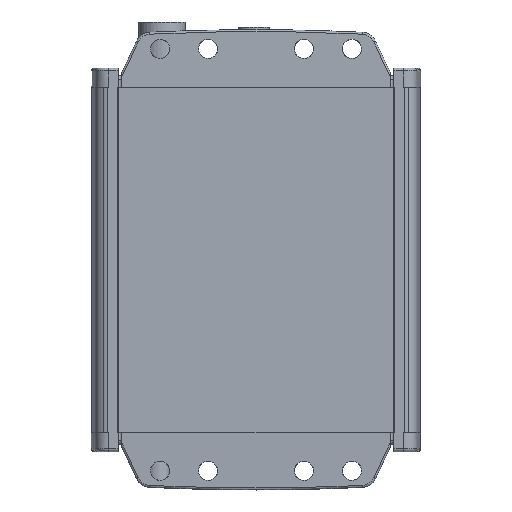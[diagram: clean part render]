
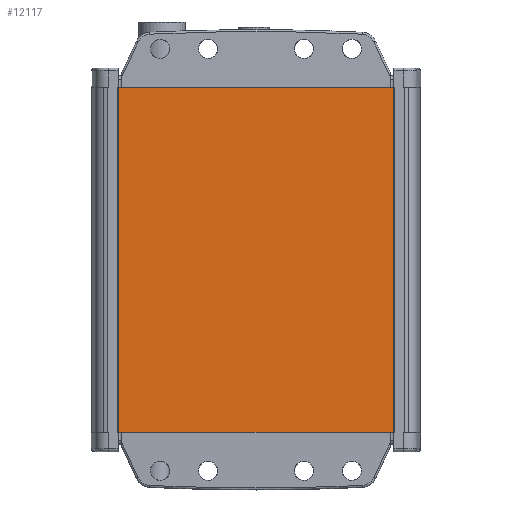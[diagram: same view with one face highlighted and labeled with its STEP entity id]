
A CAD part, front view. The second image highlights one B-rep face of the part: STEP entity #12117.
In plain terms, the highlighted planar face has unit normal (0, -1, 0).
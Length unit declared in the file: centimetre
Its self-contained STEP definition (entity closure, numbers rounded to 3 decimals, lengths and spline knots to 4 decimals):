
#744=PLANE('',#13521);
#1403=FACE_OUTER_BOUND('',#2145,.T.);
#2145=EDGE_LOOP('',(#10799,#10800,#10801,#10802));
#2758=LINE('',#20636,#3590);
#2867=LINE('',#21475,#3699);
#2977=LINE('',#22232,#3809);
#2979=LINE('',#22235,#3811);
#3590=VECTOR('',#15951,7.1819);
#3699=VECTOR('',#16560,7.1819);
#3809=VECTOR('',#17116,9.);
#3811=VECTOR('',#17120,9.);
#5348=VERTEX_POINT('',#20633);
#5349=VERTEX_POINT('',#20635);
#5535=VERTEX_POINT('',#21471);
#5537=VERTEX_POINT('',#21474);
#6868=EDGE_CURVE('',#5348,#5349,#2758,.T.);
#7149=EDGE_CURVE('',#5537,#5535,#2867,.T.);
#7398=EDGE_CURVE('',#5348,#5537,#2977,.T.);
#7400=EDGE_CURVE('',#5349,#5535,#2979,.T.);
#10799=ORIENTED_EDGE('',*,*,#7149,.T.);
#10800=ORIENTED_EDGE('',*,*,#7400,.F.);
#10801=ORIENTED_EDGE('',*,*,#6868,.F.);
#10802=ORIENTED_EDGE('',*,*,#7398,.T.);
#12117=ADVANCED_FACE('',(#1403),#744,.T.);
#13521=AXIS2_PLACEMENT_3D('',#22234,#17118,#17119);
#15951=DIRECTION('',(-1.,0.,0.));
#16560=DIRECTION('',(-1.,0.,0.));
#17116=DIRECTION('',(0.,0.,1.));
#17118=DIRECTION('center_axis',(0.,-1.,0.));
#17119=DIRECTION('ref_axis',(0.,0.,-1.));
#17120=DIRECTION('',(0.,0.,1.));
#20633=CARTESIAN_POINT('',(7.881,0.1,0.));
#20635=CARTESIAN_POINT('',(0.6991,0.1,0.));
#20636=CARTESIAN_POINT('',(7.881,0.1,0.));
#21471=CARTESIAN_POINT('',(0.6991,0.1,9.));
#21474=CARTESIAN_POINT('',(7.881,0.1,9.));
#21475=CARTESIAN_POINT('',(7.881,0.1,9.));
#22232=CARTESIAN_POINT('',(7.881,0.1,0.));
#22234=CARTESIAN_POINT('Origin',(4.55,0.1,0.));
#22235=CARTESIAN_POINT('',(0.6991,0.1,0.));
